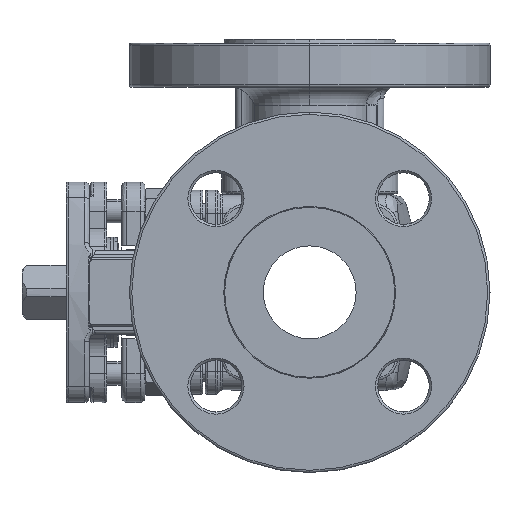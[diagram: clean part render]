
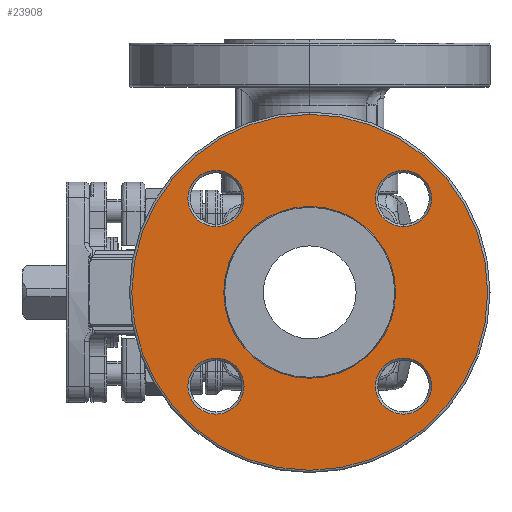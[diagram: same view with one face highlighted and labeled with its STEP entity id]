
A CAD part, left-side view. The second image highlights one B-rep face of the part: STEP entity #23908.
In plain terms, the highlighted planar face has unit normal (-1, 0, 0).
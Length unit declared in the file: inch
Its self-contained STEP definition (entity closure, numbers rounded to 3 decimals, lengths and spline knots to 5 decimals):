
#462 = CARTESIAN_POINT ( 'NONE',  ( -4.20866, 0., 0. ) ) ;
#1369 = CARTESIAN_POINT ( 'NONE',  ( -4.20866, 0., 0. ) ) ;
#1809 = DIRECTION ( 'NONE',  ( -1., 0., 0. ) ) ;
#1927 = CARTESIAN_POINT ( 'NONE',  ( -4.20866, 1.59099, -2.06737 ) ) ;
#2027 = EDGE_CURVE ( 'NONE', #8119, #20041, #38171, .T. ) ;
#2043 = CARTESIAN_POINT ( 'NONE',  ( -4.20866, 1.59099, 1.59099 ) ) ;
#2080 = CARTESIAN_POINT ( 'NONE',  ( -4.20866, 0., 0. ) ) ;
#2296 = CIRCLE ( 'NONE', #22156, 0.47638 ) ;
#2334 = DIRECTION ( 'NONE',  ( 1., 0., 0. ) ) ;
#2454 = EDGE_CURVE ( 'NONE', #21757, #18153, #2296, .T. ) ;
#3065 = CARTESIAN_POINT ( 'NONE',  ( -4.20866, 1.59099, -1.11461 ) ) ;
#3523 = VERTEX_POINT ( 'NONE', #54936 ) ;
#3715 = ORIENTED_EDGE ( 'NONE', *, *, #2454, .T. ) ;
#4084 = EDGE_LOOP ( 'NONE', ( #5740, #3715 ) ) ;
#4506 = DIRECTION ( 'NONE',  ( 0., 0., 1. ) ) ;
#4922 = FACE_BOUND ( 'NONE', #4084, .T. ) ;
#5192 = VERTEX_POINT ( 'NONE', #26487 ) ;
#5740 = ORIENTED_EDGE ( 'NONE', *, *, #42829, .T. ) ;
#6823 = DIRECTION ( 'NONE',  ( 0., 0., 1. ) ) ;
#7920 = ORIENTED_EDGE ( 'NONE', *, *, #40763, .T. ) ;
#8119 = VERTEX_POINT ( 'NONE', #57804 ) ;
#8124 = EDGE_LOOP ( 'NONE', ( #9492, #15089 ) ) ;
#8801 = CARTESIAN_POINT ( 'NONE',  ( -4.20866, 0., 0. ) ) ;
#9379 = CIRCLE ( 'NONE', #28224, 0.47638 ) ;
#9492 = ORIENTED_EDGE ( 'NONE', *, *, #2027, .F. ) ;
#9540 = VERTEX_POINT ( 'NONE', #1927 ) ;
#9652 = CIRCLE ( 'NONE', #50369, 0.47638 ) ;
#10542 = DIRECTION ( 'NONE',  ( 1., 0., 0. ) ) ;
#11866 = ORIENTED_EDGE ( 'NONE', *, *, #39739, .T. ) ;
#13308 = CIRCLE ( 'NONE', #44588, 3.01969 ) ;
#14047 = FACE_BOUND ( 'NONE', #45654, .T. ) ;
#14599 = AXIS2_PLACEMENT_3D ( 'NONE', #8801, #36293, #55073 ) ;
#15089 = ORIENTED_EDGE ( 'NONE', *, *, #17996, .F. ) ;
#16022 = EDGE_CURVE ( 'NONE', #50548, #3523, #40758, .T. ) ;
#16588 = CARTESIAN_POINT ( 'NONE',  ( -4.20866, 1.59099, 1.59099 ) ) ;
#16802 = ORIENTED_EDGE ( 'NONE', *, *, #52177, .T. ) ;
#17476 = CARTESIAN_POINT ( 'NONE',  ( -4.20866, -1.59099, -2.06737 ) ) ;
#17820 = CARTESIAN_POINT ( 'NONE',  ( -4.20866, -1.59099, -1.59099 ) ) ;
#17886 = CARTESIAN_POINT ( 'NONE',  ( -4.20866, -1.59099, 1.11461 ) ) ;
#17996 = EDGE_CURVE ( 'NONE', #20041, #8119, #40178, .T. ) ;
#18023 = VERTEX_POINT ( 'NONE', #17886 ) ;
#18153 = VERTEX_POINT ( 'NONE', #19349 ) ;
#18301 = DIRECTION ( 'NONE',  ( 1., 0., 0. ) ) ;
#18353 = EDGE_CURVE ( 'NONE', #47008, #5192, #47800, .T. ) ;
#18421 = CARTESIAN_POINT ( 'NONE',  ( -4.20866, 0., 3.01969 ) ) ;
#18791 = FACE_BOUND ( 'NONE', #8124, .T. ) ;
#18910 = CARTESIAN_POINT ( 'NONE',  ( -4.20866, 0., -1.45782 ) ) ;
#19349 = CARTESIAN_POINT ( 'NONE',  ( -4.20866, 1.59099, 2.06737 ) ) ;
#19624 = AXIS2_PLACEMENT_3D ( 'NONE', #28254, #10542, #37765 ) ;
#19856 = CARTESIAN_POINT ( 'NONE',  ( -4.20866, 0., 0. ) ) ;
#20041 = VERTEX_POINT ( 'NONE', #18910 ) ;
#20137 = DIRECTION ( 'NONE',  ( -1., 0., 0. ) ) ;
#21708 = DIRECTION ( 'NONE',  ( 0., 0., 1. ) ) ;
#21757 = VERTEX_POINT ( 'NONE', #56174 ) ;
#21787 = EDGE_CURVE ( 'NONE', #52940, #9540, #9379, .T. ) ;
#22003 = CARTESIAN_POINT ( 'NONE',  ( -4.20866, -1.59099, -1.59099 ) ) ;
#22156 = AXIS2_PLACEMENT_3D ( 'NONE', #2043, #2334, #6823 ) ;
#22223 = AXIS2_PLACEMENT_3D ( 'NONE', #17820, #35579, #53777 ) ;
#22291 = DIRECTION ( 'NONE',  ( 1., 0., 0. ) ) ;
#22950 = FACE_BOUND ( 'NONE', #57357, .T. ) ;
#23908 = ADVANCED_FACE ( 'NONE', ( #4922, #22950, #36254, #14047, #55329, #18791 ), #35971, .T. ) ;
#24045 = ORIENTED_EDGE ( 'NONE', *, *, #21787, .T. ) ;
#24924 = AXIS2_PLACEMENT_3D ( 'NONE', #19856, #1809, #56109 ) ;
#25649 = ORIENTED_EDGE ( 'NONE', *, *, #18353, .T. ) ;
#26025 = DIRECTION ( 'NONE',  ( 1., 0., 0. ) ) ;
#26487 = CARTESIAN_POINT ( 'NONE',  ( -4.20866, -1.59099, -1.11461 ) ) ;
#28224 = AXIS2_PLACEMENT_3D ( 'NONE', #48662, #48942, #4506 ) ;
#28254 = CARTESIAN_POINT ( 'NONE',  ( -4.20866, 1.59099, -1.59099 ) ) ;
#29102 = EDGE_CURVE ( 'NONE', #18023, #55361, #40561, .T. ) ;
#30004 = CIRCLE ( 'NONE', #19624, 0.47638 ) ;
#32217 = AXIS2_PLACEMENT_3D ( 'NONE', #1369, #42850, #47285 ) ;
#34123 = EDGE_LOOP ( 'NONE', ( #24045, #11866 ) ) ;
#35174 = AXIS2_PLACEMENT_3D ( 'NONE', #22003, #22291, #21708 ) ;
#35525 = EDGE_CURVE ( 'NONE', #55361, #18023, #38115, .T. ) ;
#35579 = DIRECTION ( 'NONE',  ( 1., 0., 0. ) ) ;
#35971 = PLANE ( 'NONE',  #48330 ) ;
#36210 = CARTESIAN_POINT ( 'NONE',  ( -4.20866, -1.59099, 2.06737 ) ) ;
#36254 = FACE_BOUND ( 'NONE', #34123, .T. ) ;
#36293 = DIRECTION ( 'NONE',  ( -1., 0., 0. ) ) ;
#36364 = DIRECTION ( 'NONE',  ( 0., 0., 1. ) ) ;
#37765 = DIRECTION ( 'NONE',  ( 0., 0., 1. ) ) ;
#38115 = CIRCLE ( 'NONE', #45746, 0.47638 ) ;
#38171 = CIRCLE ( 'NONE', #24924, 1.45782 ) ;
#39717 = ORIENTED_EDGE ( 'NONE', *, *, #35525, .T. ) ;
#39739 = EDGE_CURVE ( 'NONE', #9540, #52940, #30004, .T. ) ;
#40178 = CIRCLE ( 'NONE', #14599, 1.45782 ) ;
#40561 = CIRCLE ( 'NONE', #44389, 0.47638 ) ;
#40758 = CIRCLE ( 'NONE', #32217, 3.01969 ) ;
#40763 = EDGE_CURVE ( 'NONE', #3523, #50548, #13308, .T. ) ;
#42829 = EDGE_CURVE ( 'NONE', #18153, #21757, #9652, .T. ) ;
#42850 = DIRECTION ( 'NONE',  ( -1., 0., 0. ) ) ;
#44389 = AXIS2_PLACEMENT_3D ( 'NONE', #49775, #58170, #36364 ) ;
#44588 = AXIS2_PLACEMENT_3D ( 'NONE', #2080, #20137, #51297 ) ;
#44949 = DIRECTION ( 'NONE',  ( -1., 0., 0. ) ) ;
#45042 = ORIENTED_EDGE ( 'NONE', *, *, #29102, .T. ) ;
#45647 = CIRCLE ( 'NONE', #35174, 0.47638 ) ;
#45654 = EDGE_LOOP ( 'NONE', ( #16802, #25649 ) ) ;
#45704 = ORIENTED_EDGE ( 'NONE', *, *, #16022, .T. ) ;
#45746 = AXIS2_PLACEMENT_3D ( 'NONE', #46209, #18301, #50079 ) ;
#46209 = CARTESIAN_POINT ( 'NONE',  ( -4.20866, -1.59099, 1.59099 ) ) ;
#47008 = VERTEX_POINT ( 'NONE', #17476 ) ;
#47285 = DIRECTION ( 'NONE',  ( 0., 0., 1. ) ) ;
#47800 = CIRCLE ( 'NONE', #22223, 0.47638 ) ;
#48315 = DIRECTION ( 'NONE',  ( 0., 0., 1. ) ) ;
#48330 = AXIS2_PLACEMENT_3D ( 'NONE', #462, #44949, #50567 ) ;
#48662 = CARTESIAN_POINT ( 'NONE',  ( -4.20866, 1.59099, -1.59099 ) ) ;
#48942 = DIRECTION ( 'NONE',  ( 1., 0., 0. ) ) ;
#49775 = CARTESIAN_POINT ( 'NONE',  ( -4.20866, -1.59099, 1.59099 ) ) ;
#50079 = DIRECTION ( 'NONE',  ( 0., 0., 1. ) ) ;
#50369 = AXIS2_PLACEMENT_3D ( 'NONE', #16588, #26025, #48315 ) ;
#50548 = VERTEX_POINT ( 'NONE', #18421 ) ;
#50567 = DIRECTION ( 'NONE',  ( 0., 0., 1. ) ) ;
#51297 = DIRECTION ( 'NONE',  ( 0., 0., 1. ) ) ;
#52177 = EDGE_CURVE ( 'NONE', #5192, #47008, #45647, .T. ) ;
#52940 = VERTEX_POINT ( 'NONE', #3065 ) ;
#53777 = DIRECTION ( 'NONE',  ( 0., 0., 1. ) ) ;
#54936 = CARTESIAN_POINT ( 'NONE',  ( -4.20866, 0., -3.01969 ) ) ;
#55073 = DIRECTION ( 'NONE',  ( 0., 0., 1. ) ) ;
#55329 = FACE_OUTER_BOUND ( 'NONE', #55999, .T. ) ;
#55361 = VERTEX_POINT ( 'NONE', #36210 ) ;
#55999 = EDGE_LOOP ( 'NONE', ( #45704, #7920 ) ) ;
#56109 = DIRECTION ( 'NONE',  ( 0., 0., 1. ) ) ;
#56174 = CARTESIAN_POINT ( 'NONE',  ( -4.20866, 1.59099, 1.11461 ) ) ;
#57357 = EDGE_LOOP ( 'NONE', ( #39717, #45042 ) ) ;
#57804 = CARTESIAN_POINT ( 'NONE',  ( -4.20866, 0., 1.45782 ) ) ;
#58170 = DIRECTION ( 'NONE',  ( 1., 0., 0. ) ) ;
